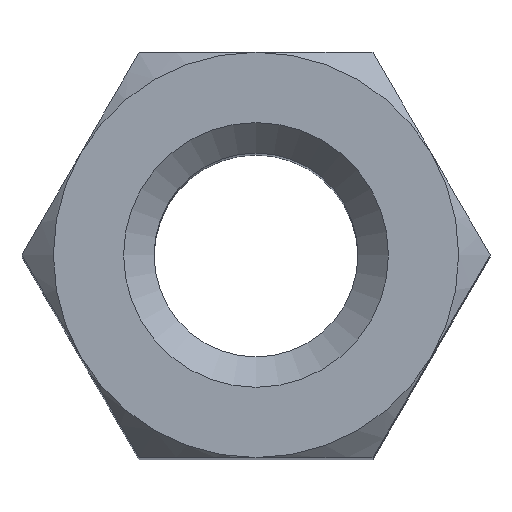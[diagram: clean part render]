
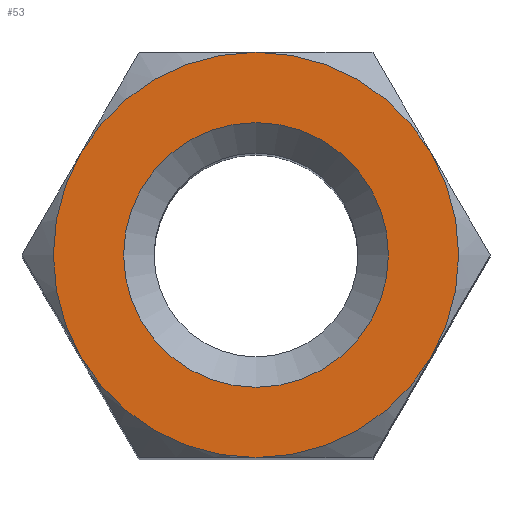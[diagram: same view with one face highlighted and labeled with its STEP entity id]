
A CAD part, top view. The second image highlights one B-rep face of the part: STEP entity #53.
In plain terms, the highlighted planar face has unit normal (0, 0, 1).
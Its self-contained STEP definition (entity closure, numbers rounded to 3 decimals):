
#53 = ADVANCED_FACE( '', ( #119, #120 ), #121, .T. );
#119 = FACE_BOUND( '', #200, .T. );
#120 = FACE_OUTER_BOUND( '', #201, .T. );
#121 = PLANE( '', #202 );
#200 = EDGE_LOOP( '', ( #290 ) );
#201 = EDGE_LOOP( '', ( #291, #292, #293, #294, #295, #296 ) );
#202 = AXIS2_PLACEMENT_3D( '', #297, #298, #299 );
#290 = ORIENTED_EDGE( '', *, *, #464, .T. );
#291 = ORIENTED_EDGE( '', *, *, #451, .F. );
#292 = ORIENTED_EDGE( '', *, *, #465, .F. );
#293 = ORIENTED_EDGE( '', *, *, #466, .F. );
#294 = ORIENTED_EDGE( '', *, *, #467, .T. );
#295 = ORIENTED_EDGE( '', *, *, #468, .F. );
#296 = ORIENTED_EDGE( '', *, *, #455, .F. );
#297 = CARTESIAN_POINT( '', ( 0., 0., 6. ) );
#298 = DIRECTION( '', ( 0., 0., 1. ) );
#299 = DIRECTION( '', ( 1., 0., 0. ) );
#451 = EDGE_CURVE( '', #519, #522, #523, .F. );
#455 = EDGE_CURVE( '', #522, #528, #529, .F. );
#464 = EDGE_CURVE( '', #542, #542, #543, .T. );
#465 = EDGE_CURVE( '', #544, #519, #545, .F. );
#466 = EDGE_CURVE( '', #546, #544, #547, .F. );
#467 = EDGE_CURVE( '', #546, #548, #549, .T. );
#468 = EDGE_CURVE( '', #528, #548, #550, .F. );
#519 = VERTEX_POINT( '', #616 );
#522 = VERTEX_POINT( '', #624 );
#523 = CIRCLE( '', #625, 2. );
#528 = VERTEX_POINT( '', #640 );
#529 = CIRCLE( '', #641, 2. );
#542 = VERTEX_POINT( '', #682 );
#543 = CIRCLE( '', #683, 1.307 );
#544 = VERTEX_POINT( '', #684 );
#545 = CIRCLE( '', #685, 2. );
#546 = VERTEX_POINT( '', #686 );
#547 = CIRCLE( '', #687, 2. );
#548 = VERTEX_POINT( '', #688 );
#549 = CIRCLE( '', #689, 2. );
#550 = CIRCLE( '', #690, 2. );
#616 = CARTESIAN_POINT( '', ( 1.732, -1., 6. ) );
#624 = CARTESIAN_POINT( '', ( 0., -2., 6. ) );
#625 = AXIS2_PLACEMENT_3D( '', #854, #855, #856 );
#640 = CARTESIAN_POINT( '', ( -1.732, -1., 6. ) );
#641 = AXIS2_PLACEMENT_3D( '', #857, #858, #859 );
#682 = CARTESIAN_POINT( '', ( 0., 1.307, 6. ) );
#683 = AXIS2_PLACEMENT_3D( '', #862, #863, #864 );
#684 = CARTESIAN_POINT( '', ( 1.732, 1., 6. ) );
#685 = AXIS2_PLACEMENT_3D( '', #865, #866, #867 );
#686 = CARTESIAN_POINT( '', ( 0., 2., 6. ) );
#687 = AXIS2_PLACEMENT_3D( '', #868, #869, #870 );
#688 = CARTESIAN_POINT( '', ( -1.732, 1., 6. ) );
#689 = AXIS2_PLACEMENT_3D( '', #871, #872, #873 );
#690 = AXIS2_PLACEMENT_3D( '', #874, #875, #876 );
#854 = CARTESIAN_POINT( '', ( 0., 0., 6. ) );
#855 = DIRECTION( '', ( 0., 0., 1. ) );
#856 = DIRECTION( '', ( 1., 0., 0. ) );
#857 = CARTESIAN_POINT( '', ( 0., 0., 6. ) );
#858 = DIRECTION( '', ( 0., 0., 1. ) );
#859 = DIRECTION( '', ( 1., 0., 0. ) );
#862 = CARTESIAN_POINT( '', ( 0., 0., 6. ) );
#863 = DIRECTION( '', ( 0., 0., -1. ) );
#864 = DIRECTION( '', ( 0., 1., 0. ) );
#865 = CARTESIAN_POINT( '', ( 0., 0., 6. ) );
#866 = DIRECTION( '', ( 0., 0., 1. ) );
#867 = DIRECTION( '', ( 1., 0., 0. ) );
#868 = CARTESIAN_POINT( '', ( 0., 0., 6. ) );
#869 = DIRECTION( '', ( 0., 0., 1. ) );
#870 = DIRECTION( '', ( 1., 0., 0. ) );
#871 = CARTESIAN_POINT( '', ( 0., 0., 6. ) );
#872 = DIRECTION( '', ( 0., 0., 1. ) );
#873 = DIRECTION( '', ( 1., 0., 0. ) );
#874 = CARTESIAN_POINT( '', ( 0., 0., 6. ) );
#875 = DIRECTION( '', ( 0., 0., 1. ) );
#876 = DIRECTION( '', ( 1., 0., 0. ) );
